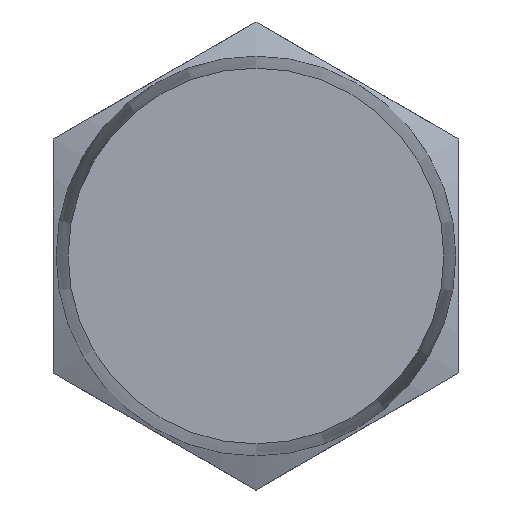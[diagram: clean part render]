
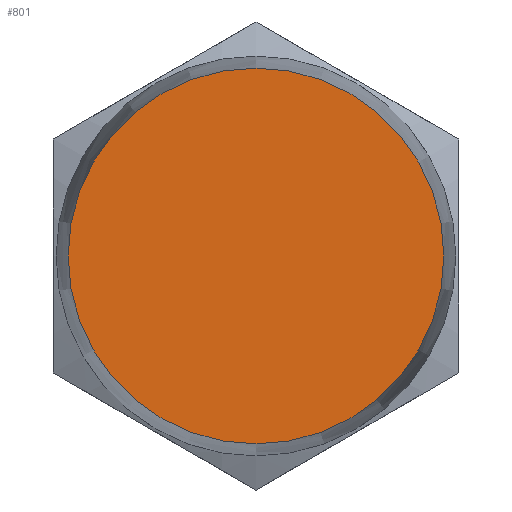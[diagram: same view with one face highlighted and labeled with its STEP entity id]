
A CAD part, front view. The second image highlights one B-rep face of the part: STEP entity #801.
In plain terms, the highlighted planar face has unit normal (0, -1, 0).
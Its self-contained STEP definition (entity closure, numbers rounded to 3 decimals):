
#77=PLANE('',#877);
#184=ORIENTED_EDGE('',*,*,#247,.F.);
#247=EDGE_CURVE('',#292,#292,#325,.T.);
#292=VERTEX_POINT('',#1236);
#325=CIRCLE('',#878,6.49);
#387=EDGE_LOOP('',(#184));
#455=FACE_BOUND('',#387,.T.);
#801=ADVANCED_FACE('',(#455),#77,.F.);
#877=AXIS2_PLACEMENT_3D('',#1234,#1025,#1026);
#878=AXIS2_PLACEMENT_3D('',#1235,#1027,#1028);
#1025=DIRECTION('',(0.,1.,0.));
#1026=DIRECTION('',(0.,0.,1.));
#1027=DIRECTION('',(0.,1.,0.));
#1028=DIRECTION('',(0.,0.,1.));
#1234=CARTESIAN_POINT('',(0.,-17.25,0.));
#1235=CARTESIAN_POINT('',(0.,-17.25,0.));
#1236=CARTESIAN_POINT('',(0.,-17.25,6.49));
